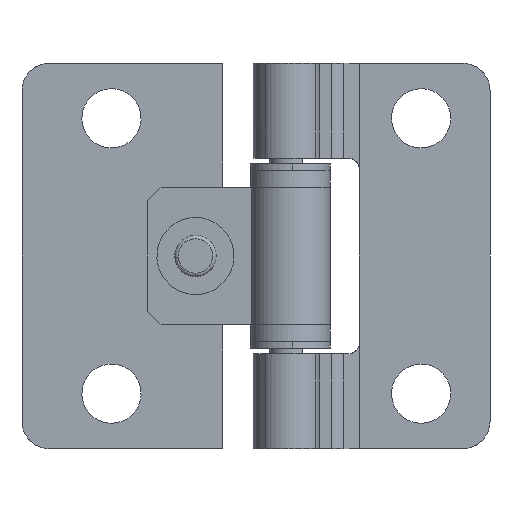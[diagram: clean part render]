
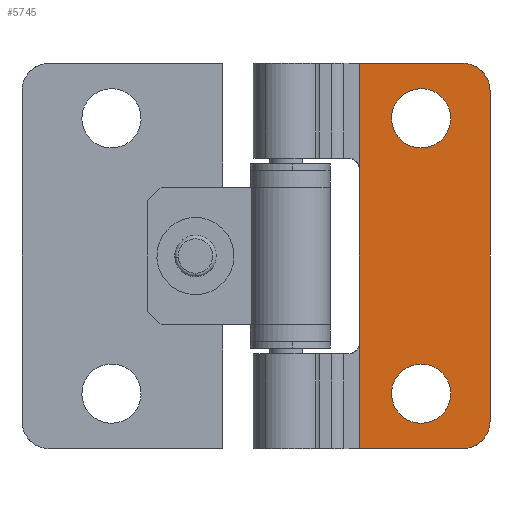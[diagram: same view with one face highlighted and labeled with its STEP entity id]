
A CAD part, front view. The second image highlights one B-rep face of the part: STEP entity #5745.
In plain terms, the highlighted free-form (B-spline) face has degree [1, 1] with [2, 2] control points.
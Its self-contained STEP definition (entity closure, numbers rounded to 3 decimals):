
#4041=CARTESIAN_POINT('',(7.365,3.1,24.254));
#4042=VERTEX_POINT('',#4041);
#4048=CARTESIAN_POINT('',(9.5,3.1,21.85));
#4049=VERTEX_POINT('',#4048);
#4050=CARTESIAN_POINT('',(7.365,3.1,24.254));
#4051=CARTESIAN_POINT('',(7.35,3.1,24.127));
#4052=CARTESIAN_POINT('',(7.35,3.1,24.0));
#4053=CARTESIAN_POINT('',(7.35,3.1,21.85));
#4054=CARTESIAN_POINT('',(9.5,3.1,21.85));
#4062=(BOUNDED_CURVE()B_SPLINE_CURVE(2,(#4050,#4051,#4052,#4053,#4054),.UNSPECIFIED.,.F.,.U.)B_SPLINE_CURVE_WITH_KNOTS((3,2,3),(0.23,0.25,0.5),.UNSPECIFIED.)CURVE()GEOMETRIC_REPRESENTATION_ITEM()RATIONAL_B_SPLINE_CURVE((0.956,0.976,1.0,0.707,1.0))REPRESENTATION_ITEM(''));
#4063=EDGE_CURVE('',#4042,#4049,#4062,.T.);
#4065=CARTESIAN_POINT('',(11.646,3.1,23.869));
#4066=VERTEX_POINT('',#4065);
#4067=CARTESIAN_POINT('',(9.5,3.1,21.85));
#4068=CARTESIAN_POINT('',(11.523,3.1,21.85));
#4069=CARTESIAN_POINT('',(11.646,3.1,23.869));
#4077=(BOUNDED_CURVE()B_SPLINE_CURVE(2,(#4067,#4068,#4069),.UNSPECIFIED.,.F.,.U.)B_SPLINE_CURVE_WITH_KNOTS((3,3),(0.5,0.739),.UNSPECIFIED.)CURVE()GEOMETRIC_REPRESENTATION_ITEM()RATIONAL_B_SPLINE_CURVE((1.0,0.72,0.976))REPRESENTATION_ITEM(''));
#4078=EDGE_CURVE('',#4049,#4066,#4077,.T.);
#4152=CARTESIAN_POINT('',(9.5,3.1,26.15));
#4153=VERTEX_POINT('',#4152);
#4154=CARTESIAN_POINT('',(11.646,3.1,23.869));
#4155=CARTESIAN_POINT('',(11.65,3.1,23.934));
#4156=CARTESIAN_POINT('',(11.65,3.1,24.0));
#4157=CARTESIAN_POINT('',(11.65,3.1,26.15));
#4158=CARTESIAN_POINT('',(9.5,3.1,26.15));
#4166=(BOUNDED_CURVE()B_SPLINE_CURVE(2,(#4154,#4155,#4156,#4157,#4158),.UNSPECIFIED.,.F.,.U.)B_SPLINE_CURVE_WITH_KNOTS((3,2,3),(0.739,0.75,1.0),.UNSPECIFIED.)CURVE()GEOMETRIC_REPRESENTATION_ITEM()RATIONAL_B_SPLINE_CURVE((0.976,0.988,1.0,0.707,1.0))REPRESENTATION_ITEM(''));
#4167=EDGE_CURVE('',#4066,#4153,#4166,.T.);
#4169=CARTESIAN_POINT('',(9.5,3.1,26.15));
#4170=CARTESIAN_POINT('',(7.59,3.1,26.15));
#4171=CARTESIAN_POINT('',(7.365,3.1,24.254));
#4179=(BOUNDED_CURVE()B_SPLINE_CURVE(2,(#4169,#4170,#4171),.UNSPECIFIED.,.F.,.U.)B_SPLINE_CURVE_WITH_KNOTS((3,3),(0.0,0.23),.UNSPECIFIED.)CURVE()GEOMETRIC_REPRESENTATION_ITEM()RATIONAL_B_SPLINE_CURVE((1.0,0.731,0.956))REPRESENTATION_ITEM(''));
#4180=EDGE_CURVE('',#4153,#4042,#4179,.T.);
#4227=CARTESIAN_POINT('',(7.365,3.1,4.254));
#4228=VERTEX_POINT('',#4227);
#4234=CARTESIAN_POINT('',(9.5,3.1,1.85));
#4235=VERTEX_POINT('',#4234);
#4236=CARTESIAN_POINT('',(7.365,3.1,4.254));
#4237=CARTESIAN_POINT('',(7.35,3.1,4.127));
#4238=CARTESIAN_POINT('',(7.35,3.1,4.));
#4239=CARTESIAN_POINT('',(7.35,3.1,1.85));
#4240=CARTESIAN_POINT('',(9.5,3.1,1.85));
#4248=(BOUNDED_CURVE()B_SPLINE_CURVE(2,(#4236,#4237,#4238,#4239,#4240),.UNSPECIFIED.,.F.,.U.)B_SPLINE_CURVE_WITH_KNOTS((3,2,3),(0.23,0.25,0.5),.UNSPECIFIED.)CURVE()GEOMETRIC_REPRESENTATION_ITEM()RATIONAL_B_SPLINE_CURVE((0.956,0.976,1.0,0.707,1.0))REPRESENTATION_ITEM(''));
#4249=EDGE_CURVE('',#4228,#4235,#4248,.T.);
#4251=CARTESIAN_POINT('',(11.646,3.1,3.869));
#4252=VERTEX_POINT('',#4251);
#4253=CARTESIAN_POINT('',(9.5,3.1,1.85));
#4254=CARTESIAN_POINT('',(11.523,3.1,1.85));
#4255=CARTESIAN_POINT('',(11.646,3.1,3.869));
#4263=(BOUNDED_CURVE()B_SPLINE_CURVE(2,(#4253,#4254,#4255),.UNSPECIFIED.,.F.,.U.)B_SPLINE_CURVE_WITH_KNOTS((3,3),(0.5,0.739),.UNSPECIFIED.)CURVE()GEOMETRIC_REPRESENTATION_ITEM()RATIONAL_B_SPLINE_CURVE((1.0,0.72,0.976))REPRESENTATION_ITEM(''));
#4264=EDGE_CURVE('',#4235,#4252,#4263,.T.);
#4338=CARTESIAN_POINT('',(9.5,3.1,6.15));
#4339=VERTEX_POINT('',#4338);
#4340=CARTESIAN_POINT('',(11.646,3.1,3.869));
#4341=CARTESIAN_POINT('',(11.65,3.1,3.934));
#4342=CARTESIAN_POINT('',(11.65,3.1,4.));
#4343=CARTESIAN_POINT('',(11.65,3.1,6.15));
#4344=CARTESIAN_POINT('',(9.5,3.1,6.15));
#4352=(BOUNDED_CURVE()B_SPLINE_CURVE(2,(#4340,#4341,#4342,#4343,#4344),.UNSPECIFIED.,.F.,.U.)B_SPLINE_CURVE_WITH_KNOTS((3,2,3),(0.739,0.75,1.0),.UNSPECIFIED.)CURVE()GEOMETRIC_REPRESENTATION_ITEM()RATIONAL_B_SPLINE_CURVE((0.976,0.988,1.0,0.707,1.0))REPRESENTATION_ITEM(''));
#4353=EDGE_CURVE('',#4252,#4339,#4352,.T.);
#4355=CARTESIAN_POINT('',(9.5,3.1,6.15));
#4356=CARTESIAN_POINT('',(7.59,3.1,6.15));
#4357=CARTESIAN_POINT('',(7.365,3.1,4.254));
#4365=(BOUNDED_CURVE()B_SPLINE_CURVE(2,(#4355,#4356,#4357),.UNSPECIFIED.,.F.,.U.)B_SPLINE_CURVE_WITH_KNOTS((3,3),(0.0,0.23),.UNSPECIFIED.)CURVE()GEOMETRIC_REPRESENTATION_ITEM()RATIONAL_B_SPLINE_CURVE((1.0,0.731,0.956))REPRESENTATION_ITEM(''));
#4366=EDGE_CURVE('',#4339,#4228,#4365,.T.);
#4377=CARTESIAN_POINT('',(5.0,3.1,7.65));
#4378=VERTEX_POINT('',#4377);
#4379=CARTESIAN_POINT('',(5.0,3.1,20.35));
#4380=VERTEX_POINT('',#4379);
#4381=CARTESIAN_POINT('',(5.0,3.1,7.65));
#4382=CARTESIAN_POINT('',(5.0,3.1,20.35));
#4383=QUASI_UNIFORM_CURVE('',1,(#4381,#4382),.UNSPECIFIED.,.F.,.U.);
#4384=EDGE_CURVE('',#4378,#4380,#4383,.T.);
#4950=CARTESIAN_POINT('',(14.5,3.1,26.0));
#4951=VERTEX_POINT('',#4950);
#4952=CARTESIAN_POINT('',(12.5,3.1,28.0));
#4953=VERTEX_POINT('',#4952);
#4954=CARTESIAN_POINT('',(14.5,3.1,26.0));
#4955=CARTESIAN_POINT('',(14.5,3.1,28.));
#4956=CARTESIAN_POINT('',(12.5,3.1,28.0));
#4964=(BOUNDED_CURVE()B_SPLINE_CURVE(2,(#4954,#4955,#4956),.UNSPECIFIED.,.F.,.U.)CURVE()GEOMETRIC_REPRESENTATION_ITEM()QUASI_UNIFORM_CURVE()RATIONAL_B_SPLINE_CURVE((1.0,0.707,1.0))REPRESENTATION_ITEM(''));
#4965=EDGE_CURVE('',#4951,#4953,#4964,.T.);
#5011=CARTESIAN_POINT('',(12.5,3.1,0.0));
#5012=VERTEX_POINT('',#5011);
#5013=CARTESIAN_POINT('',(14.5,3.1,2.0));
#5014=VERTEX_POINT('',#5013);
#5015=CARTESIAN_POINT('',(12.5,3.1,0.0));
#5016=CARTESIAN_POINT('',(14.5,3.1,0.0));
#5017=CARTESIAN_POINT('',(14.5,3.1,2.0));
#5025=(BOUNDED_CURVE()B_SPLINE_CURVE(2,(#5015,#5016,#5017),.UNSPECIFIED.,.F.,.U.)CURVE()GEOMETRIC_REPRESENTATION_ITEM()QUASI_UNIFORM_CURVE()RATIONAL_B_SPLINE_CURVE((1.0,0.707,1.0))REPRESENTATION_ITEM(''));
#5026=EDGE_CURVE('',#5012,#5014,#5025,.T.);
#5063=CARTESIAN_POINT('',(5.0,3.1,28.0));
#5064=VERTEX_POINT('',#5063);
#5065=CARTESIAN_POINT('',(5.0,3.1,28.0));
#5066=CARTESIAN_POINT('',(12.5,3.1,28.0));
#5067=QUASI_UNIFORM_CURVE('',1,(#5065,#5066),.UNSPECIFIED.,.F.,.U.);
#5068=EDGE_CURVE('',#5064,#4953,#5067,.T.);
#5280=CARTESIAN_POINT('',(5.0,3.1,0.0));
#5281=VERTEX_POINT('',#5280);
#5282=CARTESIAN_POINT('',(5.0,3.1,0.0));
#5283=CARTESIAN_POINT('',(12.5,3.1,0.0));
#5284=QUASI_UNIFORM_CURVE('',1,(#5282,#5283),.UNSPECIFIED.,.F.,.U.);
#5285=EDGE_CURVE('',#5281,#5012,#5284,.T.);
#5699=CARTESIAN_POINT('',(14.5,3.1,2.0));
#5700=CARTESIAN_POINT('',(14.5,3.1,26.0));
#5701=QUASI_UNIFORM_CURVE('',1,(#5699,#5700),.UNSPECIFIED.,.F.,.U.);
#5702=EDGE_CURVE('',#5014,#4951,#5701,.T.);
#5710=CARTESIAN_POINT('',(4.525,3.1,29.399));
#5711=CARTESIAN_POINT('',(4.525,3.1,-1.399));
#5712=CARTESIAN_POINT('',(14.975,3.1,29.399));
#5713=CARTESIAN_POINT('',(14.975,3.1,-1.399));
#5714=B_SPLINE_SURFACE_WITH_KNOTS('',1,1,((#5710,#5712),(#5711,#5713)),.UNSPECIFIED.,.F.,.F.,.U.,(2,2),(2,2),(0.0,30.797),(0.0,10.449),.UNSPECIFIED.);
#5715=ORIENTED_EDGE('',*,*,#5285,.T.);
#5716=ORIENTED_EDGE('',*,*,#5026,.T.);
#5717=ORIENTED_EDGE('',*,*,#5702,.T.);
#5718=ORIENTED_EDGE('',*,*,#4965,.T.);
#5719=ORIENTED_EDGE('',*,*,#5068,.F.);
#5720=CARTESIAN_POINT('',(5.0,3.1,20.35));
#5721=CARTESIAN_POINT('',(5.0,3.1,28.0));
#5722=QUASI_UNIFORM_CURVE('',1,(#5720,#5721),.UNSPECIFIED.,.F.,.U.);
#5723=EDGE_CURVE('',#4380,#5064,#5722,.T.);
#5724=ORIENTED_EDGE('',*,*,#5723,.F.);
#5725=ORIENTED_EDGE('',*,*,#4384,.F.);
#5726=CARTESIAN_POINT('',(5.0,3.1,0.0));
#5727=CARTESIAN_POINT('',(5.0,3.1,7.65));
#5728=QUASI_UNIFORM_CURVE('',1,(#5726,#5727),.UNSPECIFIED.,.F.,.U.);
#5729=EDGE_CURVE('',#5281,#4378,#5728,.T.);
#5730=ORIENTED_EDGE('',*,*,#5729,.F.);
#5731=EDGE_LOOP('',(#5715,#5716,#5717,#5718,#5719,#5724,#5725,#5730));
#5732=FACE_OUTER_BOUND('',#5731,.T.);
#5733=ORIENTED_EDGE('',*,*,#4264,.F.);
#5734=ORIENTED_EDGE('',*,*,#4249,.F.);
#5735=ORIENTED_EDGE('',*,*,#4366,.F.);
#5736=ORIENTED_EDGE('',*,*,#4353,.F.);
#5737=EDGE_LOOP('',(#5733,#5734,#5735,#5736));
#5738=FACE_BOUND('',#5737,.T.);
#5739=ORIENTED_EDGE('',*,*,#4078,.F.);
#5740=ORIENTED_EDGE('',*,*,#4063,.F.);
#5741=ORIENTED_EDGE('',*,*,#4180,.F.);
#5742=ORIENTED_EDGE('',*,*,#4167,.F.);
#5743=EDGE_LOOP('',(#5739,#5740,#5741,#5742));
#5744=FACE_BOUND('',#5743,.T.);
#5745=ADVANCED_FACE('',(#5732,#5738,#5744),#5714,.T.);
